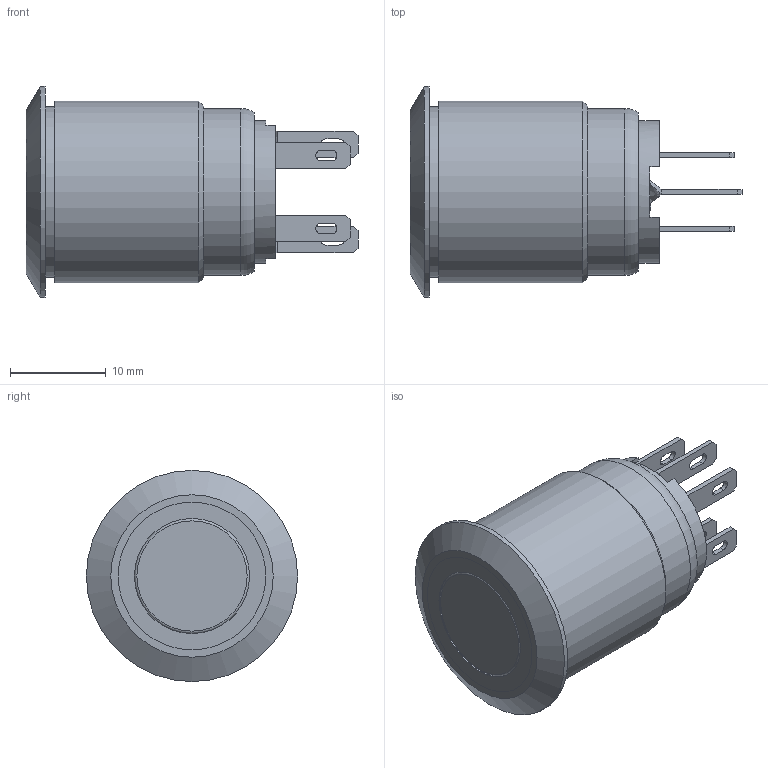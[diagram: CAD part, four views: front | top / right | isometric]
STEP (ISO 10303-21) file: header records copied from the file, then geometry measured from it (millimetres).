
FILE_DESCRIPTION((' '),'2;1');
FILE_NAME('PV4F2Y0xx-3xx.stp','2017-08-03T10:36:01',(' '),(' '),' ','ACIS',' ');
FILE_SCHEMA(('CONFIG_CONTROL_DESIGN'));
Length unit declared in the file: inch
Products named in the file (1): PV4F2Y0xx-3xx.stp
Bounding box: 34.6 x 22 x 22 mm (x, y, z)
Volume: 4440.9 mm3; surface area: 3758.5 mm2
Topology: 1 solids, 2 shells, 242 faces, 640 edges, 430 vertices
Faces by surface type: plane 172, bspline 39, cylinder 26, torus 3, cone 2
Full cylindrical faces by diameter (mm): 3 x2, 11.2 x1, 12 x2, 14.9 x1, 15.4 x1, 15.6 x1, 17.4 x1, 17.8 x1, 18.9 x1, 22 x1
Entity records: 7898 total; most frequent: CARTESIAN_POINT 2061, ORIENTED_EDGE 1232, DIRECTION 1011, EDGE_CURVE 616, VECTOR 473, LINE 473, VERTEX_POINT 423, EDGE_LOOP 299
